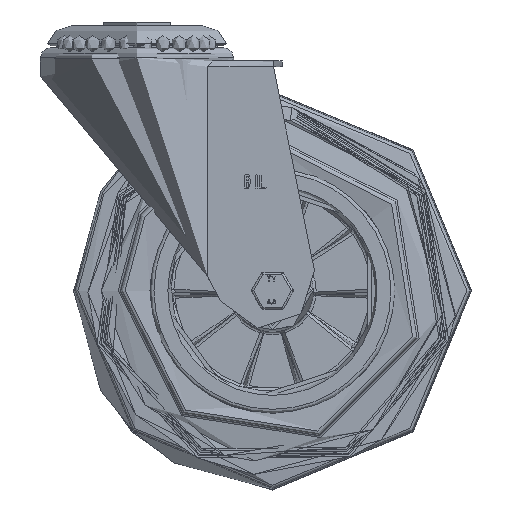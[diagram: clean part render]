
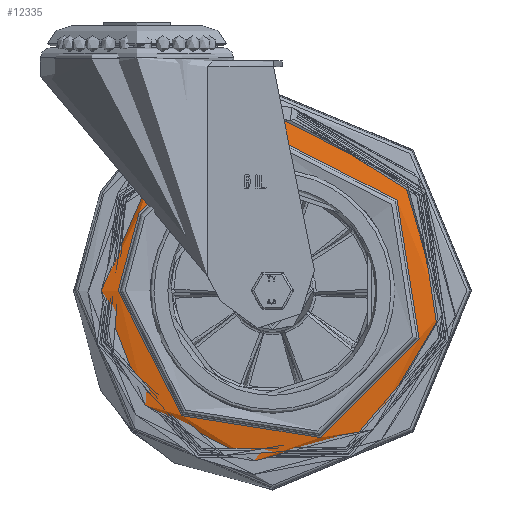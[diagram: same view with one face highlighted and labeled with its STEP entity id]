
A CAD part, front view. The second image highlights one B-rep face of the part: STEP entity #12335.
In plain terms, the highlighted conical face has half-angle 77.605 degrees and reference radius 78.639 mm.
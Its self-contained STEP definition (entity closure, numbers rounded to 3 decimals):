
#2138=FACE_OUTER_BOUND('',#2921,.T.);
#2921=EDGE_LOOP('',(#10549,#10550,#10551,#10552,#10553,#10554));
#3528=LINE('',#61391,#4115);
#4115=VECTOR('',#16438,78.639);
#4967=CIRCLE('',#13743,85.907);
#4968=CIRCLE('',#13744,85.907);
#4969=CIRCLE('',#13745,77.428);
#4970=CIRCLE('',#13746,77.428);
#5899=VERTEX_POINT('',#61386);
#5900=VERTEX_POINT('',#61387);
#5901=VERTEX_POINT('',#61390);
#5902=VERTEX_POINT('',#61392);
#7512=EDGE_CURVE('',#5899,#5900,#4967,.T.);
#7513=EDGE_CURVE('',#5900,#5899,#4968,.T.);
#7514=EDGE_CURVE('',#5899,#5901,#3528,.T.);
#7515=EDGE_CURVE('',#5902,#5901,#4969,.T.);
#7516=EDGE_CURVE('',#5901,#5902,#4970,.T.);
#10549=ORIENTED_EDGE('',*,*,#7512,.T.);
#10550=ORIENTED_EDGE('',*,*,#7513,.T.);
#10551=ORIENTED_EDGE('',*,*,#7514,.T.);
#10552=ORIENTED_EDGE('',*,*,#7515,.F.);
#10553=ORIENTED_EDGE('',*,*,#7516,.F.);
#10554=ORIENTED_EDGE('',*,*,#7514,.F.);
#11820=CONICAL_SURFACE('',#13742,78.639,1.354);
#12335=ADVANCED_FACE('',(#2138),#11820,.T.);
#13742=AXIS2_PLACEMENT_3D('',#61385,#16432,#16433);
#13743=AXIS2_PLACEMENT_3D('',#61388,#16434,#16435);
#13744=AXIS2_PLACEMENT_3D('',#61389,#16436,#16437);
#13745=AXIS2_PLACEMENT_3D('',#61393,#16439,#16440);
#13746=AXIS2_PLACEMENT_3D('',#61394,#16441,#16442);
#16432=DIRECTION('center_axis',(0.,1.,0.));
#16433=DIRECTION('ref_axis',(1.,0.,0.));
#16434=DIRECTION('center_axis',(0.,-1.,0.));
#16435=DIRECTION('ref_axis',(0.,0.,1.));
#16436=DIRECTION('center_axis',(0.,-1.,0.));
#16437=DIRECTION('ref_axis',(0.,0.,1.));
#16438=DIRECTION('',(0.977,-0.215,0.));
#16439=DIRECTION('center_axis',(0.,-1.,0.));
#16440=DIRECTION('ref_axis',(0.,0.,1.));
#16441=DIRECTION('center_axis',(0.,-1.,0.));
#16442=DIRECTION('ref_axis',(0.,0.,1.));
#61385=CARTESIAN_POINT('Origin',(0.,-18.475,
0.));
#61386=CARTESIAN_POINT('',(-85.907,-16.878,0.));
#61387=CARTESIAN_POINT('',(50.495,-16.878,-69.501));
#61388=CARTESIAN_POINT('Origin',(0.,-16.878,
0.));
#61389=CARTESIAN_POINT('Origin',(0.,-16.878,
0.));
#61390=CARTESIAN_POINT('',(-77.428,-18.741,0.));
#61391=CARTESIAN_POINT('',(-78.639,-18.475,0.));
#61392=CARTESIAN_POINT('',(0.,-18.741,77.428));
#61393=CARTESIAN_POINT('Origin',(0.,-18.741,
0.));
#61394=CARTESIAN_POINT('Origin',(0.,-18.741,
0.));
